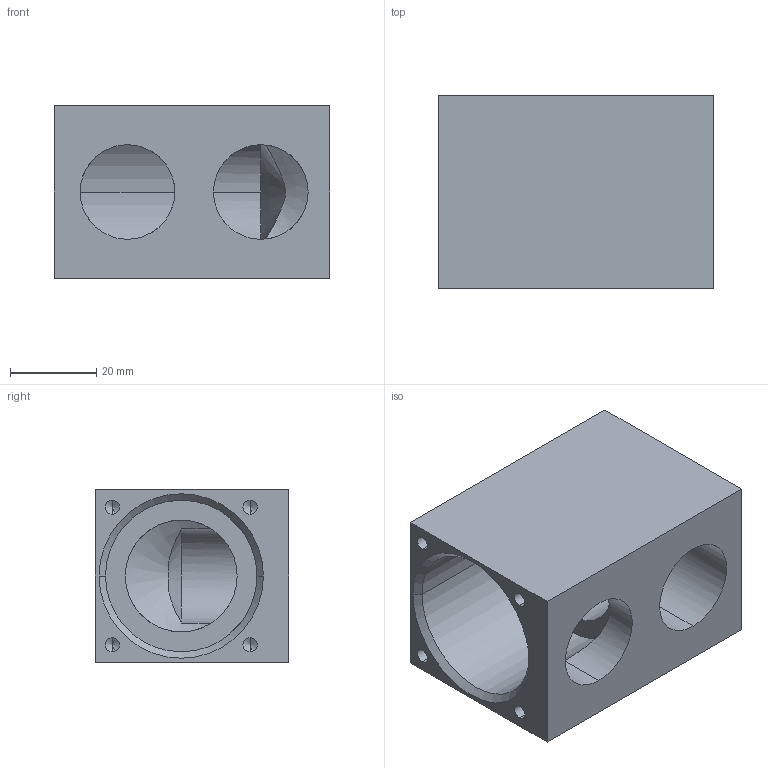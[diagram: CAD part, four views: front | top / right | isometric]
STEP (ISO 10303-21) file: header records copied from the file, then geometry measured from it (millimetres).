
FILE_DESCRIPTION (( 'STEP AP214' ), '1' );
FILE_NAME ('2020-019.STEP', '2020-04-10T11:30:50', ( '' ), ( '' ), 'SwSTEP 2.0', 'SolidWorks 2014', '' );
FILE_SCHEMA (( 'AUTOMOTIVE_DESIGN' ));
Length unit declared in the file: millimetre
Products named in the file (2): 2020-019
Bounding box: 64 x 45 x 40 mm (x, y, z)
Volume: 62955.2 mm3; surface area: 20737.6 mm2
Topology: 1 solids, 1 shells, 43 faces, 107 edges, 60 vertices
Faces by surface type: cylinder 20, cone 16, plane 7
Entity records: 1424 total; most frequent: CARTESIAN_POINT 397, DIRECTION 215, ORIENTED_EDGE 190, EDGE_CURVE 95, AXIS2_PLACEMENT_3D 84, VERTEX_POINT 60, EDGE_LOOP 53, LINE 47
